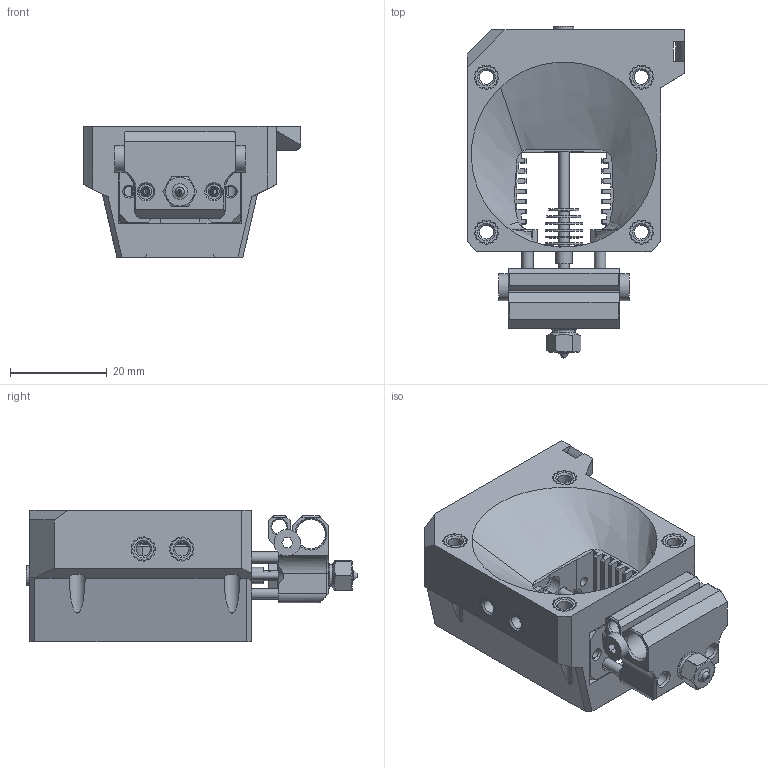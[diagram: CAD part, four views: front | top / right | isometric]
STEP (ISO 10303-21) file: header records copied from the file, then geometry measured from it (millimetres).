
FILE_DESCRIPTION(/* description */ (''),/* implementation_level */ '2;1');
FILE_NAME(/* name */ 'hotend_mosquito_osr.step',/* time_stamp */ '2025-03-30T08:19:07-05:00',/* author */ (''),/* organization */ (''),/* preprocessor_version */ 'ST-DEVELOPER v20.1',/* originating_system */ 'Autodesk Translation Framework v14.4.0.0',/* authorisation */ '');
FILE_SCHEMA (('AUTOMOTIVE_DESIGN { 1 0 10303 214 3 1 1 }'));
Length unit declared in the file: millimetre
Products named in the file (35): Mosquito Max Flow Mount; Mosquito_1; mosquito_2; mosquito (1); mosquito (23); mosquito (20); mosquito (22); mosquito (2); mosquito (3); mosquito (4); mosquito (5); mosquito (6); mosquito (7); mosquito (8); mosquito (9); mosquito (10); mosquito (11); mosquito (12); mosquito (13); mosquito (14); mosquito (15); mosquito (16); mosquito (17); mosquito (21); mosquito (18); mosquito (19); hotend_mosquito; Hardware; PTFE_22.6_mm; Inserts; PN596; M2.5 x 8mm; Screw, M2.5 x 8mm SHCS; Screw, M2.5 x 8mm SHCS_1; 91292A012_18-8 Stainless Steel Socket Head Screw
Assembly tree (42 placements, depth 5):
  Mosquito Max Flow Mount
    Mosquito_1
      mosquito_2
      mosquito (1)
      mosquito (23)
      mosquito (20)
      mosquito (22)
      mosquito (2)
      mosquito (3)
      mosquito (4)
      mosquito (5)
      mosquito (6)
      mosquito (7)
      mosquito (8)
      mosquito (9)
      mosquito (10)
      mosquito (11)
      mosquito (12)
      mosquito (13)
      mosquito (14)
      mosquito (15)
      mosquito (16)
      mosquito (17)
      mosquito (21)
      mosquito (18)
      mosquito (19)
    hotend_mosquito
    Hardware
      PTFE_22.6_mm
      Inserts
        PN596  x8
      M2.5 x 8mm
        Screw, M2.5 x 8mm SHCS
          91292A012_18-8 Stainless Steel Socket Head Screw
        Screw, M2.5 x 8mm SHCS_1
          91292A012_18-8 Stainless Steel Socket Head Screw
Bounding box: 45 x 68.6 x 27.15 mm (x, y, z)
Volume: 23892.1 mm3; surface area: 20200.9 mm2
Topology: 12 solids, 35 shells, 1433 faces, 3964 edges, 2616 vertices
Faces by surface type: bspline 634, cylinder 351, plane 343, cone 102, torus 3
Full cylindrical faces by diameter (mm): 0.4 x1, 1.1 x2, 1.4 x2, 1.6 x2, 1.75 x1, 1.95 x1, 2 x4, 2.05 x4, 2.15 x1, 2.16 x4, 2.18 x1, 2.19 x1, 2.38 x3, 2.5 x2, 2.8 x8, 2.9 x8, 3.1 x3, 3.3 x8, 3.4 x1, 4.1 x2, 4.2 x8, 4.25 x8, 4.35 x1, 4.5 x2, 4.6 x8, 4.7 x8, 4.9 x2, 5 x2, 5.5 x2, 6 x1
Entity records: 22896 total; most frequent: CARTESIAN_POINT 6945, ORIENTED_EDGE 3117, DIRECTION 3086, EDGE_CURVE 1609, AXIS2_PLACEMENT_3D 1113, VERTEX_POINT 1056, LINE 860, VECTOR 860
